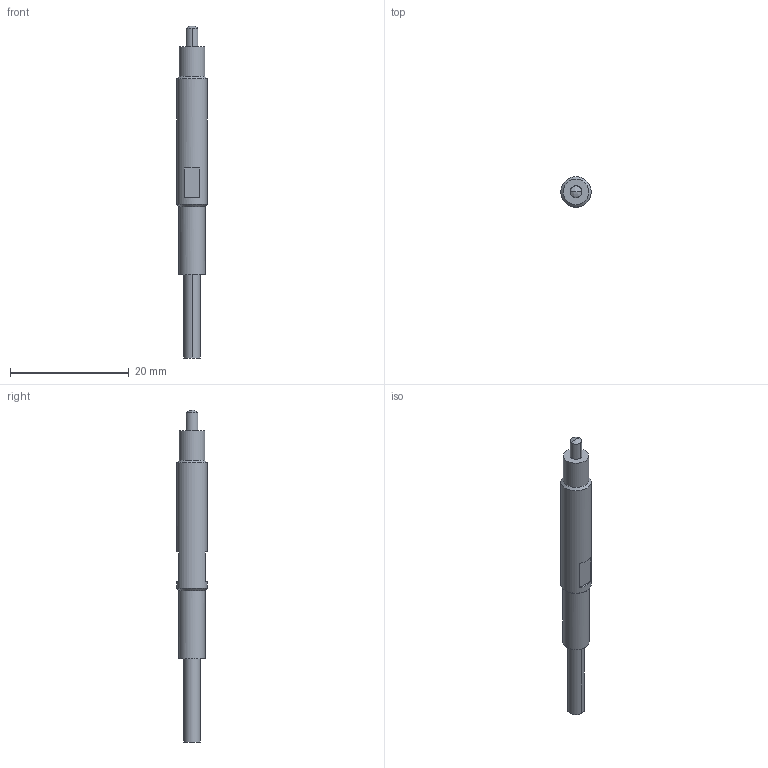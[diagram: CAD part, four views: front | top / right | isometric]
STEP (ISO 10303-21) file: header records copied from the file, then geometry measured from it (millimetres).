
FILE_DESCRIPTION (( 'STEP AP214' ), '1' );
FILE_NAME ('CSJ055A.STEP', '2024-07-03T17:37:23', ( '' ), ( '' ), 'SwSTEP 2.0', 'SolidWorks 2023', '' );
FILE_SCHEMA (( 'AUTOMOTIVE_DESIGN' ));
Length unit declared in the file: inch
Products named in the file (1): CSJ055A
Bounding box: 5.11 x 5.11 x 56 mm (x, y, z)
Volume: 786.5 mm3; surface area: 757.4 mm2
Topology: 1 solids, 1 shells, 20 faces, 45 edges, 30 vertices
Faces by surface type: plane 9, cylinder 7, bspline 2, cone 2
Full cylindrical faces by diameter (mm): 4.3 x1, 4.4 x1, 5.11 x1
Entity records: 670 total; most frequent: CARTESIAN_POINT 247, DIRECTION 82, ORIENTED_EDGE 70, AXIS2_PLACEMENT_3D 35, EDGE_CURVE 35, EDGE_LOOP 29, VERTEX_POINT 26, FACE_OUTER_BOUND 23
